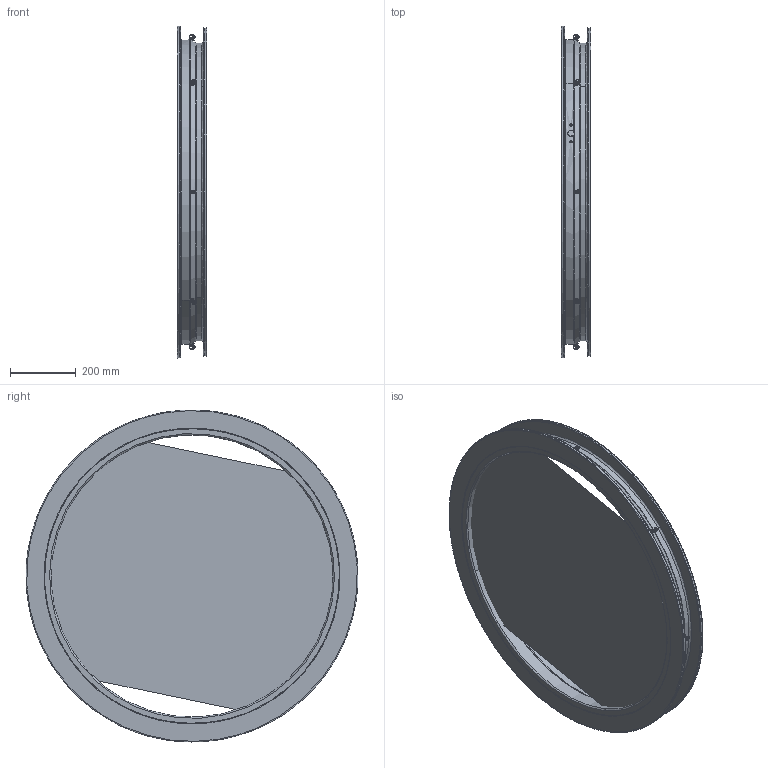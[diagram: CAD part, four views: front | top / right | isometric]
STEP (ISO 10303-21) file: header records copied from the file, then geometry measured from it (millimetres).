
FILE_DESCRIPTION (( 'STEP AP214' ), '1' );
FILE_NAME ('0016749_HE12-1000.STEP', '2015-12-10T14:00:43', ( 'install' ), ( 'Hewlett-Packard Company' ), 'SwSTEP 2.0', 'SolidWorks 2010', '' );
FILE_SCHEMA (( 'AUTOMOTIVE_DESIGN' ));
Length unit declared in the file: millimetre
Products named in the file (9): KLK-1300-014_AF0; KLK-1200-014_AF0; 000017001_20_HE90_1000; NT-0004300; JS-1101-021; SCH-V01; 000012002_V01; KLK-0000-700; 0016749_HE12-1000
Assembly tree (23 placements, depth 2):
  0016749_HE12-1000
    JS-1101-021  x8
    NT-0004300  x8
    000017001_20_HE90_1000
    KLK-0000-700
    KLK-1200-014_AF0
    000012002_V01  x2
    SCH-V01
    KLK-1300-014_AF0
Bounding box: 90 x 1010.64 x 1010.7 mm (x, y, z)
Volume: 8420542.7 mm3; surface area: 1682455.5 mm2
Topology: 24 solids, 24 shells, 691 faces, 1800 edges, 1186 vertices
Faces by surface type: cylinder 202, plane 174, cone 172, bspline 123, torus 20
Entity records: 16011 total; most frequent: CARTESIAN_POINT 8274, ORIENTED_EDGE 1090, DIRECTION 1055, EDGE_CURVE 545, AXIS2_PLACEMENT_3D 465, VERTEX_POINT 354, CIRCLE 295, EDGE_LOOP 243
